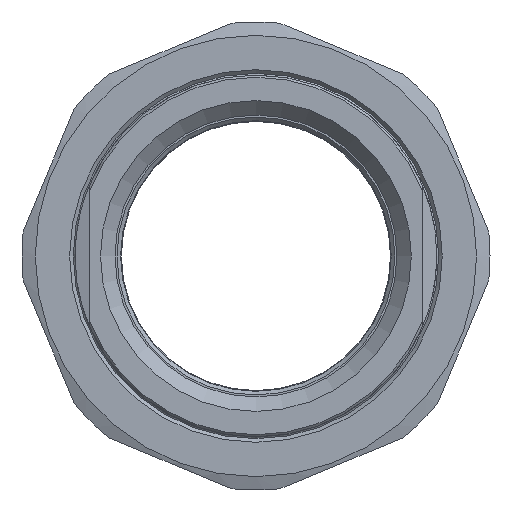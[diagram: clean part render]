
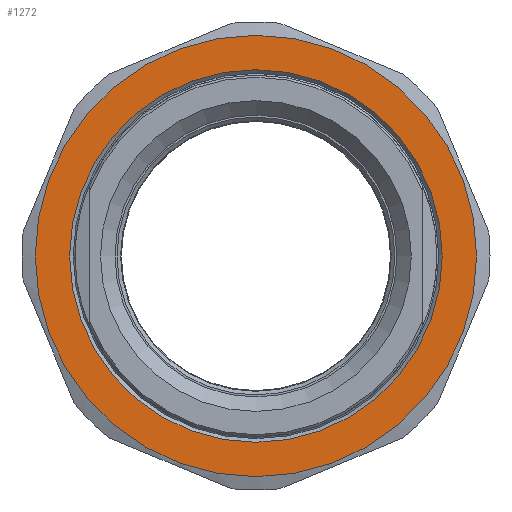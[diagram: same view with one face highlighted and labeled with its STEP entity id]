
A CAD part, left-side view. The second image highlights one B-rep face of the part: STEP entity #1272.
In plain terms, the highlighted planar face has unit normal (-1, 0, 0).
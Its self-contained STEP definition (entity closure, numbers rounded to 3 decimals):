
#40=FACE_BOUND('',#237,.T.);
#112=PLANE('',#1454);
#156=FACE_OUTER_BOUND('',#236,.T.);
#236=EDGE_LOOP('',(#964));
#237=EDGE_LOOP('',(#965));
#446=CIRCLE('',#1433,30.5);
#457=CIRCLE('',#1453,25.75);
#566=VERTEX_POINT('',#2175);
#575=VERTEX_POINT('',#2207);
#710=EDGE_CURVE('',#566,#566,#446,.T.);
#723=EDGE_CURVE('',#575,#575,#457,.T.);
#964=ORIENTED_EDGE('',*,*,#710,.T.);
#965=ORIENTED_EDGE('',*,*,#723,.F.);
#1272=ADVANCED_FACE('',(#156,#40),#112,.F.);
#1433=AXIS2_PLACEMENT_3D('',#2177,#1677,#1678);
#1453=AXIS2_PLACEMENT_3D('',#2208,#1719,#1720);
#1454=AXIS2_PLACEMENT_3D('',#2210,#1722,#1723);
#1677=DIRECTION('center_axis',(-1.,0.,0.));
#1678=DIRECTION('ref_axis',(0.,1.,0.));
#1719=DIRECTION('center_axis',(-1.,0.,0.));
#1720=DIRECTION('ref_axis',(0.,-1.,0.));
#1722=DIRECTION('center_axis',(1.,0.,0.));
#1723=DIRECTION('ref_axis',(0.,0.,-1.));
#2175=CARTESIAN_POINT('',(-20.,-30.5,0.));
#2177=CARTESIAN_POINT('Origin',(-20.,0.,0.));
#2207=CARTESIAN_POINT('',(-20.,25.75,0.));
#2208=CARTESIAN_POINT('Origin',(-20.,0.,0.));
#2210=CARTESIAN_POINT('Origin',(-20.,0.,0.));
